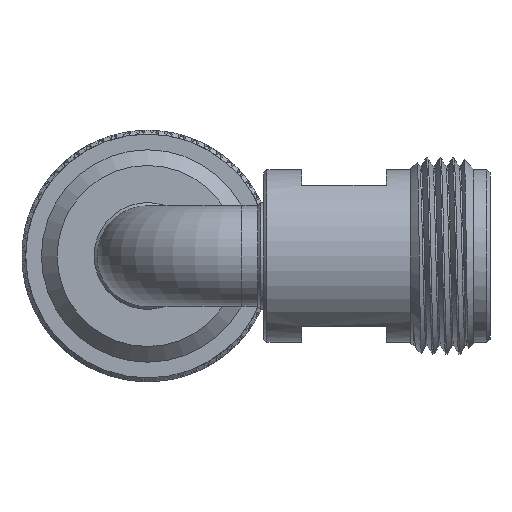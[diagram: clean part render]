
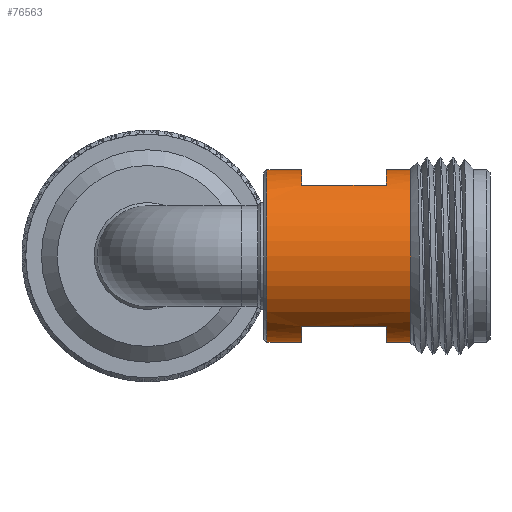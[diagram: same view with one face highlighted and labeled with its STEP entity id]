
A CAD part, left-side view. The second image highlights one B-rep face of the part: STEP entity #76563.
In plain terms, the highlighted cylindrical face has radius 6.986 mm (diameter 13.971 mm), a full revolution.
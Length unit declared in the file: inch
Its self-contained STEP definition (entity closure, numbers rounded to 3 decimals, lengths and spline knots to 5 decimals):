
#150 = EDGE_CURVE ( 'NONE', #46164, #66510, #46185, .T. ) ;
#729 = DIRECTION ( 'NONE',  ( 0., 0., -1. ) ) ;
#906 = CARTESIAN_POINT ( 'NONE',  ( -0.15815, 0.70029, 0.225 ) ) ;
#2769 = CARTESIAN_POINT ( 'NONE',  ( 0., 0.71013, 0. ) ) ;
#3185 = CARTESIAN_POINT ( 'NONE',  ( -0.15815, 0.33013, 0.225 ) ) ;
#3264 = LINE ( 'NONE', #24022, #65683 ) ;
#3290 = ORIENTED_EDGE ( 'NONE', *, *, #63300, .F. ) ;
#3300 = CARTESIAN_POINT ( 'NONE',  ( -0.15815, 0.60013, 0.225 ) ) ;
#3860 = VECTOR ( 'NONE', #21993, 39.37008 ) ;
#3950 = FACE_BOUND ( 'NONE', #10306, .T. ) ;
#5148 = ORIENTED_EDGE ( 'NONE', *, *, #56359, .T. ) ;
#6491 = CARTESIAN_POINT ( 'NONE',  ( 0., 0.33013, 0. ) ) ;
#7237 = EDGE_LOOP ( 'NONE', ( #3290 ) ) ;
#8466 = CARTESIAN_POINT ( 'NONE',  ( 0., 0.60013, 0. ) ) ;
#10306 = EDGE_LOOP ( 'NONE', ( #56528, #55421, #62922, #5148 ) ) ;
#12110 = FACE_OUTER_BOUND ( 'NONE', #7237, .T. ) ;
#13725 = AXIS2_PLACEMENT_3D ( 'NONE', #60872, #90256, #24199 ) ;
#15095 = AXIS2_PLACEMENT_3D ( 'NONE', #84776, #91042, #62592 ) ;
#16320 = VECTOR ( 'NONE', #30823, 39.37008 ) ;
#16783 = DIRECTION ( 'NONE',  ( 0., 1., 0. ) ) ;
#17009 = EDGE_CURVE ( 'NONE', #66510, #82983, #3264, .T. ) ;
#17477 = CIRCLE ( 'NONE', #26724, 0.27502 ) ;
#18536 = ORIENTED_EDGE ( 'NONE', *, *, #150, .F. ) ;
#18546 = ORIENTED_EDGE ( 'NONE', *, *, #83419, .F. ) ;
#19316 = AXIS2_PLACEMENT_3D ( 'NONE', #70498, #42038, #70018 ) ;
#21182 = VERTEX_POINT ( 'NONE', #66199 ) ;
#21908 = DIRECTION ( 'NONE',  ( 0., 0., -1. ) ) ;
#21993 = DIRECTION ( 'NONE',  ( 0., -1., 0. ) ) ;
#23873 = DIRECTION ( 'NONE',  ( 0., -1., 0. ) ) ;
#24022 = CARTESIAN_POINT ( 'NONE',  ( -0.15815, 0.70029, -0.225 ) ) ;
#24038 = ORIENTED_EDGE ( 'NONE', *, *, #77040, .T. ) ;
#24199 = DIRECTION ( 'NONE',  ( 0., 0., 1. ) ) ;
#26724 = AXIS2_PLACEMENT_3D ( 'NONE', #8466, #23873, #729 ) ;
#29255 = VERTEX_POINT ( 'NONE', #58703 ) ;
#30823 = DIRECTION ( 'NONE',  ( 0., 1., 0. ) ) ;
#34308 = FACE_OUTER_BOUND ( 'NONE', #77023, .T. ) ;
#40551 = VERTEX_POINT ( 'NONE', #3300 ) ;
#40888 = VERTEX_POINT ( 'NONE', #3185 ) ;
#41260 = CIRCLE ( 'NONE', #90493, 0.27502 ) ;
#42038 = DIRECTION ( 'NONE',  ( 0., 1., 0. ) ) ;
#42882 = CIRCLE ( 'NONE', #15095, 0.27502 ) ;
#44163 = DIRECTION ( 'NONE',  ( 0., -1., 0. ) ) ;
#46164 = VERTEX_POINT ( 'NONE', #79598 ) ;
#46185 = CIRCLE ( 'NONE', #13725, 0.27502 ) ;
#46279 = CARTESIAN_POINT ( 'NONE',  ( -0.15815, 0.33013, -0.225 ) ) ;
#49582 = CARTESIAN_POINT ( 'NONE',  ( 0., 0.25252, -0.27502 ) ) ;
#53585 = VERTEX_POINT ( 'NONE', #72264 ) ;
#55185 = ORIENTED_EDGE ( 'NONE', *, *, #17009, .F. ) ;
#55421 = ORIENTED_EDGE ( 'NONE', *, *, #64942, .T. ) ;
#56359 = EDGE_CURVE ( 'NONE', #53585, #40888, #41260, .T. ) ;
#56528 = ORIENTED_EDGE ( 'NONE', *, *, #79291, .T. ) ;
#57338 = LINE ( 'NONE', #93483, #59509 ) ;
#58703 = CARTESIAN_POINT ( 'NONE',  ( 0., 0.71013, -0.27502 ) ) ;
#59509 = VECTOR ( 'NONE', #79488, 39.37008 ) ;
#60872 = CARTESIAN_POINT ( 'NONE',  ( 0., 0.33013, 0. ) ) ;
#62592 = DIRECTION ( 'NONE',  ( 0., 0., -1. ) ) ;
#62922 = ORIENTED_EDGE ( 'NONE', *, *, #67640, .T. ) ;
#63300 = EDGE_CURVE ( 'NONE', #92484, #92484, #42882, .T. ) ;
#63738 = FACE_BOUND ( 'NONE', #94902, .T. ) ;
#64018 = AXIS2_PLACEMENT_3D ( 'NONE', #2769, #74651, #75604 ) ;
#64051 = VERTEX_POINT ( 'NONE', #81786 ) ;
#64942 = EDGE_CURVE ( 'NONE', #40551, #21182, #91535, .T. ) ;
#65683 = VECTOR ( 'NONE', #16783, 39.37008 ) ;
#66199 = CARTESIAN_POINT ( 'NONE',  ( 0.15815, 0.60013, 0.225 ) ) ;
#66510 = VERTEX_POINT ( 'NONE', #46279 ) ;
#67640 = EDGE_CURVE ( 'NONE', #21182, #53585, #88055, .T. ) ;
#70018 = DIRECTION ( 'NONE',  ( -0.547, 0., 0.837 ) ) ;
#70498 = CARTESIAN_POINT ( 'NONE',  ( 0., 0.70029, 0. ) ) ;
#71819 = ORIENTED_EDGE ( 'NONE', *, *, #89713, .F. ) ;
#72264 = CARTESIAN_POINT ( 'NONE',  ( 0.15815, 0.33013, 0.225 ) ) ;
#74651 = DIRECTION ( 'NONE',  ( 0., -1., 0. ) ) ;
#75604 = DIRECTION ( 'NONE',  ( 0., 0., -1. ) ) ;
#76344 = CIRCLE ( 'NONE', #64018, 0.27502 ) ;
#76563 = ADVANCED_FACE ( 'NONE', ( #34308, #3950, #12110, #63738 ), #78201, .T. ) ;
#77023 = EDGE_LOOP ( 'NONE', ( #24038 ) ) ;
#77040 = EDGE_CURVE ( 'NONE', #29255, #29255, #76344, .T. ) ;
#78201 = CYLINDRICAL_SURFACE ( 'NONE', #19316, 0.27502 ) ;
#79205 = AXIS2_PLACEMENT_3D ( 'NONE', #86963, #86492, #93745 ) ;
#79291 = EDGE_CURVE ( 'NONE', #40888, #40551, #95434, .T. ) ;
#79488 = DIRECTION ( 'NONE',  ( 0., -1., 0. ) ) ;
#79598 = CARTESIAN_POINT ( 'NONE',  ( 0.15815, 0.33013, -0.225 ) ) ;
#80371 = CARTESIAN_POINT ( 'NONE',  ( 0.15815, 0.70029, 0.225 ) ) ;
#81786 = CARTESIAN_POINT ( 'NONE',  ( 0.15815, 0.60013, -0.225 ) ) ;
#82983 = VERTEX_POINT ( 'NONE', #91948 ) ;
#83419 = EDGE_CURVE ( 'NONE', #64051, #46164, #57338, .T. ) ;
#84776 = CARTESIAN_POINT ( 'NONE',  ( 0., 0.25252, 0. ) ) ;
#86492 = DIRECTION ( 'NONE',  ( 0., 1., 0. ) ) ;
#86963 = CARTESIAN_POINT ( 'NONE',  ( 0., 0.60013, 0. ) ) ;
#88055 = LINE ( 'NONE', #80371, #3860 ) ;
#89713 = EDGE_CURVE ( 'NONE', #82983, #64051, #17477, .T. ) ;
#90256 = DIRECTION ( 'NONE',  ( 0., 1., 0. ) ) ;
#90493 = AXIS2_PLACEMENT_3D ( 'NONE', #6491, #44163, #21908 ) ;
#91042 = DIRECTION ( 'NONE',  ( 0., -1., 0. ) ) ;
#91535 = CIRCLE ( 'NONE', #79205, 0.27502 ) ;
#91948 = CARTESIAN_POINT ( 'NONE',  ( -0.15815, 0.60013, -0.225 ) ) ;
#92484 = VERTEX_POINT ( 'NONE', #49582 ) ;
#93483 = CARTESIAN_POINT ( 'NONE',  ( 0.15815, 0.70029, -0.225 ) ) ;
#93745 = DIRECTION ( 'NONE',  ( 0., 0., 1. ) ) ;
#94902 = EDGE_LOOP ( 'NONE', ( #18536, #18546, #71819, #55185 ) ) ;
#95434 = LINE ( 'NONE', #906, #16320 ) ;
